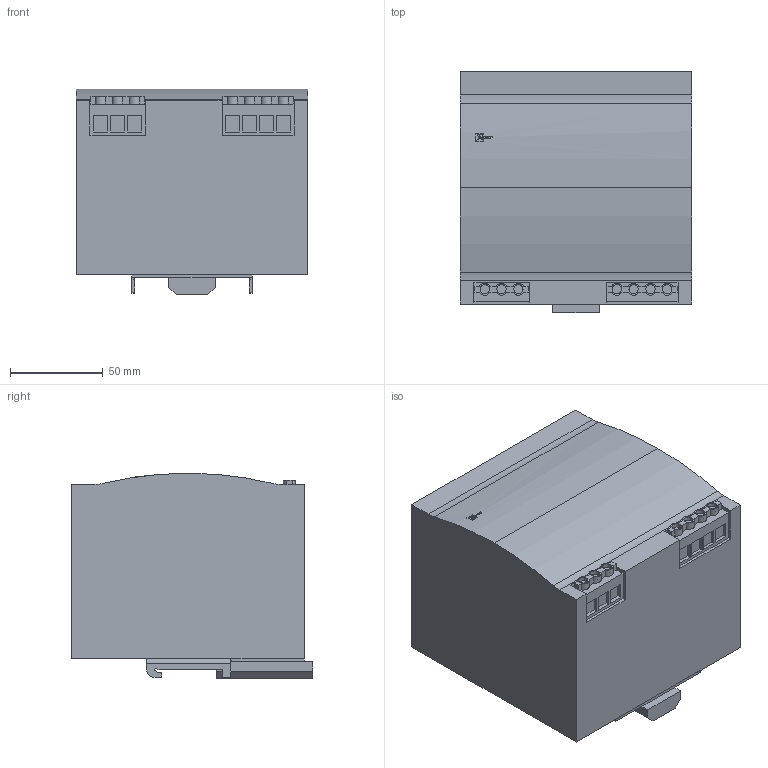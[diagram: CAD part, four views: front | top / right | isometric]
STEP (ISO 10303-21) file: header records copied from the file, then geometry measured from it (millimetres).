
FILE_DESCRIPTION (( 'STEP AP203' ), '1' );
FILE_NAME ('Áëîê ïèòàíèÿ DR-240W-24.STEP', '2018-09-04T05:52:34', ( '' ), ( '' ), 'SwSTEP 2.0', 'SolidWorks 2017', '' );
FILE_SCHEMA (( 'CONFIG_CONTROL_DESIGN' ));
Length unit declared in the file: millimetre
Products named in the file (1): Áëîê ïèòàíèÿ DR-240W-24
Bounding box: 125 x 130 x 110.8 mm (x, y, z)
Volume: 1539205.1 mm3; surface area: 94822.1 mm2
Topology: 2 solids, 2 shells, 266 faces, 691 edges, 454 vertices
Faces by surface type: plane 138, bspline 73, cylinder 55
Entity records: 10240 total; most frequent: CARTESIAN_POINT 4207, ORIENTED_EDGE 1382, DIRECTION 952, EDGE_CURVE 691, VERTEX_POINT 454, VECTOR 380, LINE 380, EDGE_LOOP 291
